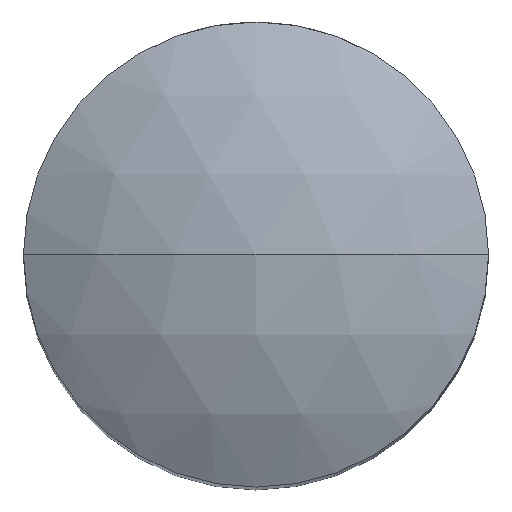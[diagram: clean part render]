
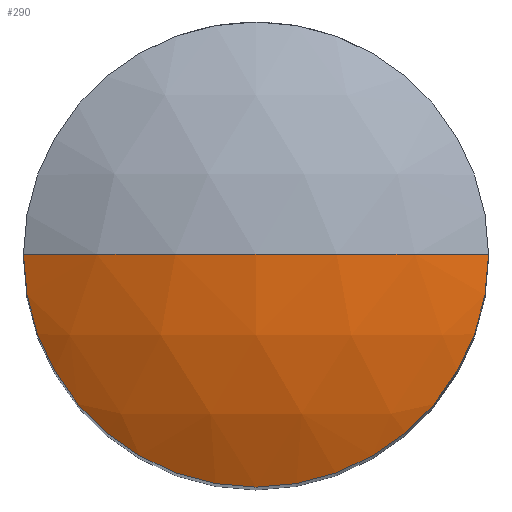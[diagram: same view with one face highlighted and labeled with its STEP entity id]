
A CAD part, top view. The second image highlights one B-rep face of the part: STEP entity #290.
In plain terms, the highlighted spherical face has radius 5 mm.
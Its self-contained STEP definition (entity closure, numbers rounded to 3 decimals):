
#24 = AXIS2_PLACEMENT_3D ( 'NONE', #581, #178, #642 ) ;
#27 = CARTESIAN_POINT ( 'NONE',  ( 2.5, 0., 9.33 ) ) ;
#120 = DIRECTION ( 'NONE',  ( 0., 0., 1. ) ) ;
#127 = CIRCLE ( 'NONE', #187, 5. ) ;
#138 = DIRECTION ( 'NONE',  ( 0., 1., 0. ) ) ;
#145 = CARTESIAN_POINT ( 'NONE',  ( 0., 0., 5. ) ) ;
#173 = DIRECTION ( 'NONE',  ( -1., 0., 0. ) ) ;
#176 = DIRECTION ( 'NONE',  ( 0., 0., -1. ) ) ;
#177 = CARTESIAN_POINT ( 'NONE',  ( 0., 0., 9.33 ) ) ;
#178 = DIRECTION ( 'NONE',  ( 0., -1., 0. ) ) ;
#182 = AXIS2_PLACEMENT_3D ( 'NONE', #177, #176, #173 ) ;
#186 = ORIENTED_EDGE ( 'NONE', *, *, #672, .T. ) ;
#187 = AXIS2_PLACEMENT_3D ( 'NONE', #145, #138, #120 ) ;
#216 = AXIS2_PLACEMENT_3D ( 'NONE', #425, #450, #377 ) ;
#257 = CIRCLE ( 'NONE', #24, 5. ) ;
#282 = ORIENTED_EDGE ( 'NONE', *, *, #354, .F. ) ;
#290 = ADVANCED_FACE ( 'NONE', ( #469 ), #324, .T. ) ;
#302 = VERTEX_POINT ( 'NONE', #343 ) ;
#324 = SPHERICAL_SURFACE ( 'NONE', #216, 5. ) ;
#343 = CARTESIAN_POINT ( 'NONE',  ( 0., 0., 10. ) ) ;
#354 = EDGE_CURVE ( 'NONE', #474, #615, #624, .T. ) ;
#360 = EDGE_CURVE ( 'NONE', #302, #474, #127, .T. ) ;
#377 = DIRECTION ( 'NONE',  ( 1., 0., 0. ) ) ;
#425 = CARTESIAN_POINT ( 'NONE',  ( 0., 0., 5. ) ) ;
#435 = ORIENTED_EDGE ( 'NONE', *, *, #360, .F. ) ;
#450 = DIRECTION ( 'NONE',  ( 0., -1., 0. ) ) ;
#469 = FACE_OUTER_BOUND ( 'NONE', #822, .T. ) ;
#474 = VERTEX_POINT ( 'NONE', #27 ) ;
#581 = CARTESIAN_POINT ( 'NONE',  ( 0., 0., 5. ) ) ;
#615 = VERTEX_POINT ( 'NONE', #631 ) ;
#624 = CIRCLE ( 'NONE', #182, 2.5 ) ;
#631 = CARTESIAN_POINT ( 'NONE',  ( -2.5, 0., 9.33 ) ) ;
#642 = DIRECTION ( 'NONE',  ( 1., 0., 0. ) ) ;
#672 = EDGE_CURVE ( 'NONE', #302, #615, #257, .T. ) ;
#822 = EDGE_LOOP ( 'NONE', ( #435, #186, #282 ) ) ;
